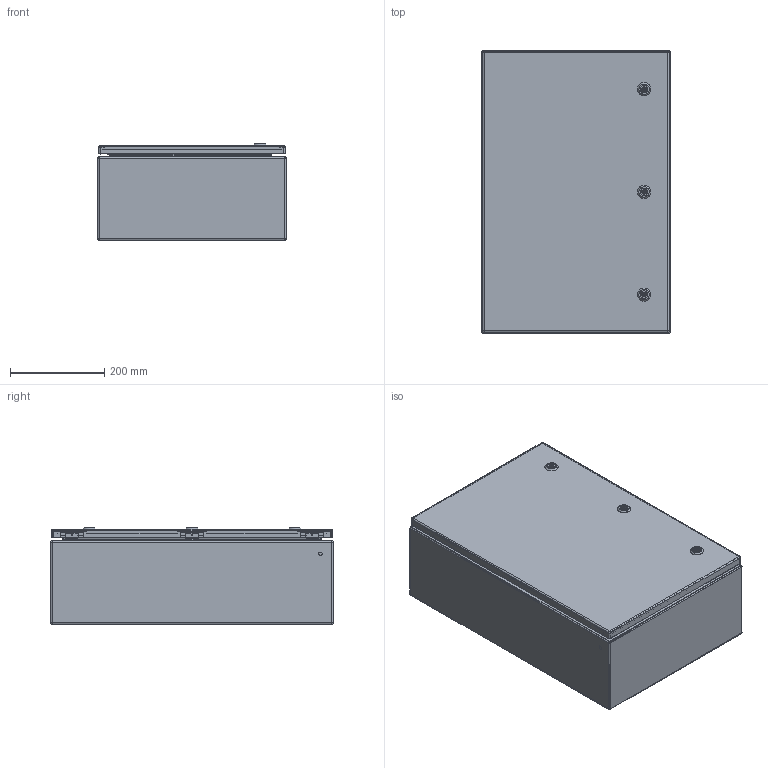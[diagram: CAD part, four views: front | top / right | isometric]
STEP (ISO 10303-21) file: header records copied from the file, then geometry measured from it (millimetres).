
FILE_DESCRIPTION(('CATIA V5 STEP Exchange','CAx-IF Rec.Pracs.--- Model Styling and Organization---1.5--- 2016-08-15','CAx-IF Rec.Pracs.---Supplemental Geometry---1.0---2011-11-01','CAx-IF Rec.Pracs.--- Composite Materials ---1.1---2010-07-15'),'2;1');
FILE_NAME ('2017060-2_0', '2024-12-11T11:27:32+00:00', ('none'), ('Weidmueller'), 'CATIA Version 5-6 Release 2022 SP4 HF5', 'CATIA V5 STEP AP214 v3', 'none');
FILE_SCHEMA(('AUTOMOTIVE_DESIGN { 1 0 10303 214 1 1 1 1 }'));
Products named in the file (1): KEBi_QL_604020_0GP
Bounding box: 400 x 600 x 205 mm (x, y, z)
Volume: 1739095.7 mm3; surface area: 2015910.1 mm2
Topology: 5 solids, 11 shells, 2051 faces, 5502 edges, 3515 vertices
Faces by surface type: plane 889, cylinder 650, bspline 202, cone 154, torus 132, sphere 24
Entity records: 70002 total; most frequent: CARTESIAN_POINT 25794, ORIENTED_EDGE 10932, DIRECTION 6299, EDGE_CURVE 5466, VERTEX_POINT 3515, AXIS2_PLACEMENT_3D 2589, VECTOR 2503, LINE 2503
